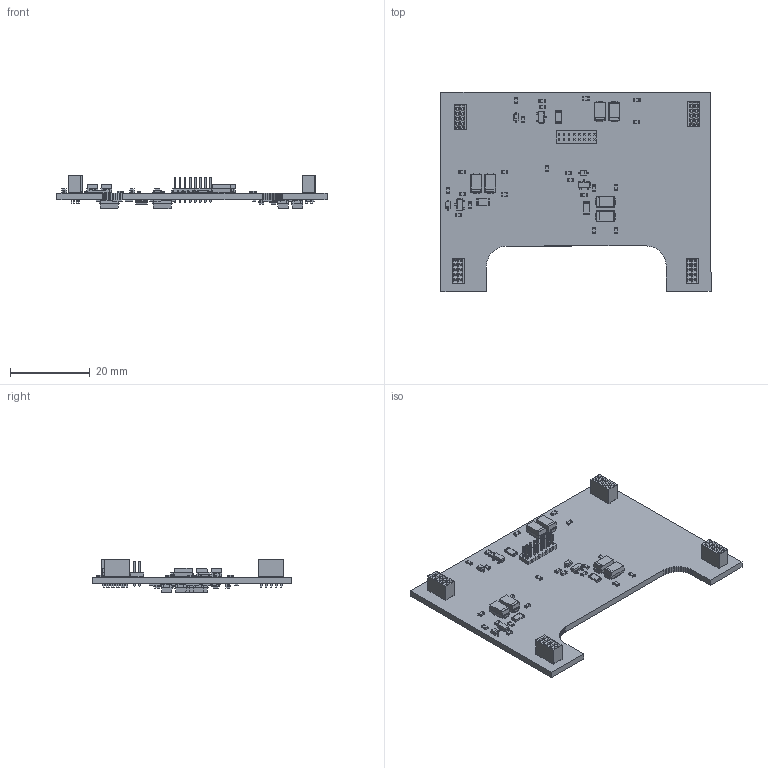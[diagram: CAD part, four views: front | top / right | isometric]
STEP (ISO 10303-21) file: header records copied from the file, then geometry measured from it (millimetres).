
FILE_DESCRIPTION(('KiCad electronic assembly'),'2;1');
FILE_NAME('DIC_Addon.step','2025-03-23T13:01:33',('Pcbnew'),('Kicad'), 'Open CASCADE STEP processor 7.7','KiCad to STEP converter','Unknown' );
FILE_SCHEMA(('AUTOMOTIVE_DESIGN { 1 0 10303 214 1 1 1 1 }'));
Length unit declared in the file: millimetre
Products named in the file (16): DIC_Addon 1; SOT-23; SOT_23; D_SOD-323; D_SOD_323; PinSocket_2x05_P1.27mm_Vertical; PinSocket_2x05_P127mm_Vertical; R_0603_1608Metric; D_SMA; PinHeader_2x08_P1.27mm_Vertical; PinHeader_2x08_P127mm_Vertical; R_1206_3216Metric; DIC_Addon PCB
Assembly tree (85 placements, depth 3):
  DIC_Addon 1
    SOT-23  x6
      SOT_23
    D_SOD-323  x6
      D_SOD_323
    PinSocket_2x05_P1.27mm_Vertical  x4
      PinSocket_2x05_P127mm_Vertical
    R_0603_1608Metric  x42
      R_0603_1608Metric
    D_SMA  x12
      D_SMA
    PinHeader_2x08_P1.27mm_Vertical
      PinHeader_2x08_P127mm_Vertical
    R_1206_3216Metric  x6
      R_1206_3216Metric
    DIC_Addon PCB
Bounding box: 67.94 x 50.29 x 8.32 mm (x, y, z)
Volume: 5351.1 mm3; surface area: 8760.5 mm2
Topology: 78 solids, 78 shells, 4320 faces, 10938 edges, 6944 vertices
Faces by surface type: plane 3274, cylinder 608, bspline 438
Full cylindrical faces by diameter (mm): 0.65 x16, 0.7 x40
Entity records: 69034 total; most frequent: CARTESIAN_POINT 11576, DIRECTION 9333, LINE 6867, VECTOR 6867, ORIENTED_EDGE 4984, PCURVE 4984, DEFINITIONAL_REPRESENTATION 4984, EDGE_CURVE 2492
